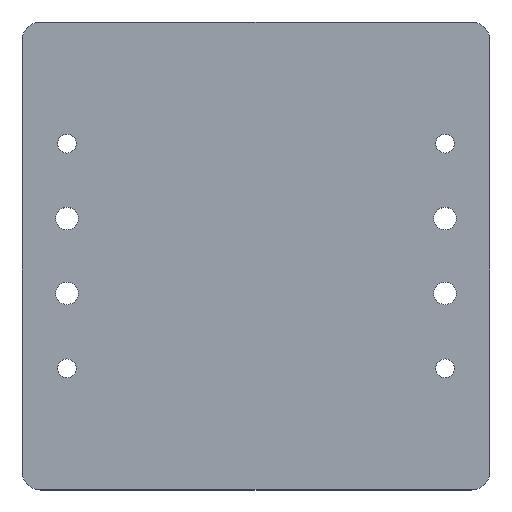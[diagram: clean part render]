
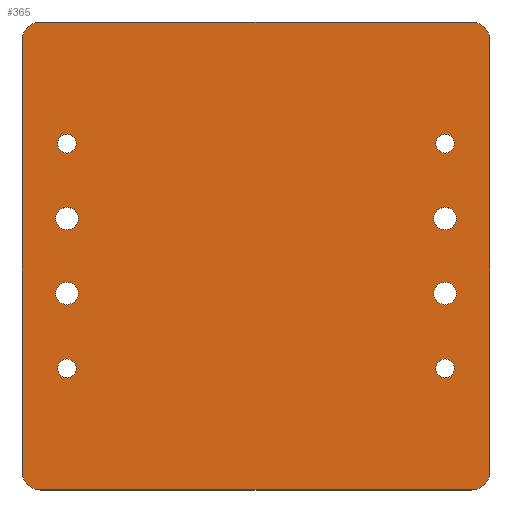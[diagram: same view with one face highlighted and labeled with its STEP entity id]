
A CAD part, top view. The second image highlights one B-rep face of the part: STEP entity #365.
In plain terms, the highlighted planar face has unit normal (0, 0, 1).
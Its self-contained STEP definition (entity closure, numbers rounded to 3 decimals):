
#15=FACE_BOUND('',#72,.T.);
#16=FACE_BOUND('',#73,.T.);
#17=FACE_BOUND('',#74,.T.);
#18=FACE_BOUND('',#75,.T.);
#19=FACE_BOUND('',#76,.T.);
#20=FACE_BOUND('',#77,.T.);
#21=FACE_BOUND('',#78,.T.);
#22=FACE_BOUND('',#79,.T.);
#35=PLANE('',#421);
#53=FACE_OUTER_BOUND('',#71,.T.);
#71=EDGE_LOOP('',(#305,#306,#307,#308,#309,#310,#311,#312));
#72=EDGE_LOOP('',(#313));
#73=EDGE_LOOP('',(#314));
#74=EDGE_LOOP('',(#315));
#75=EDGE_LOOP('',(#316));
#76=EDGE_LOOP('',(#317));
#77=EDGE_LOOP('',(#318));
#78=EDGE_LOOP('',(#319));
#79=EDGE_LOOP('',(#320));
#99=LINE('',#589,#123);
#103=LINE('',#601,#127);
#107=LINE('',#613,#131);
#111=LINE('',#625,#135);
#123=VECTOR('',#485,10.);
#127=VECTOR('',#497,10.);
#131=VECTOR('',#509,10.);
#135=VECTOR('',#521,10.);
#137=CIRCLE('',#382,2.5);
#139=CIRCLE('',#385,3.);
#141=CIRCLE('',#388,3.);
#143=CIRCLE('',#391,3.);
#145=CIRCLE('',#394,3.);
#147=CIRCLE('',#397,2.5);
#149=CIRCLE('',#400,2.5);
#151=CIRCLE('',#403,2.5);
#154=CIRCLE('',#408,5.);
#156=CIRCLE('',#412,5.);
#158=CIRCLE('',#416,5.);
#160=CIRCLE('',#420,5.);
#161=VERTEX_POINT('',#535);
#163=VERTEX_POINT('',#541);
#165=VERTEX_POINT('',#547);
#167=VERTEX_POINT('',#553);
#169=VERTEX_POINT('',#559);
#171=VERTEX_POINT('',#565);
#173=VERTEX_POINT('',#571);
#175=VERTEX_POINT('',#577);
#179=VERTEX_POINT('',#586);
#180=VERTEX_POINT('',#588);
#182=VERTEX_POINT('',#594);
#184=VERTEX_POINT('',#600);
#186=VERTEX_POINT('',#606);
#188=VERTEX_POINT('',#612);
#190=VERTEX_POINT('',#618);
#192=VERTEX_POINT('',#624);
#193=EDGE_CURVE('',#161,#161,#137,.T.);
#196=EDGE_CURVE('',#163,#163,#139,.T.);
#199=EDGE_CURVE('',#165,#165,#141,.T.);
#202=EDGE_CURVE('',#167,#167,#143,.T.);
#205=EDGE_CURVE('',#169,#169,#145,.T.);
#208=EDGE_CURVE('',#171,#171,#147,.T.);
#211=EDGE_CURVE('',#173,#173,#149,.T.);
#214=EDGE_CURVE('',#175,#175,#151,.T.);
#219=EDGE_CURVE('',#180,#179,#99,.T.);
#222=EDGE_CURVE('',#182,#180,#154,.T.);
#225=EDGE_CURVE('',#184,#182,#103,.T.);
#228=EDGE_CURVE('',#186,#184,#156,.T.);
#231=EDGE_CURVE('',#188,#186,#107,.T.);
#234=EDGE_CURVE('',#190,#188,#158,.T.);
#237=EDGE_CURVE('',#192,#190,#111,.T.);
#240=EDGE_CURVE('',#179,#192,#160,.T.);
#305=ORIENTED_EDGE('',*,*,#240,.T.);
#306=ORIENTED_EDGE('',*,*,#237,.T.);
#307=ORIENTED_EDGE('',*,*,#234,.T.);
#308=ORIENTED_EDGE('',*,*,#231,.T.);
#309=ORIENTED_EDGE('',*,*,#228,.T.);
#310=ORIENTED_EDGE('',*,*,#225,.T.);
#311=ORIENTED_EDGE('',*,*,#222,.T.);
#312=ORIENTED_EDGE('',*,*,#219,.T.);
#313=ORIENTED_EDGE('',*,*,#193,.T.);
#314=ORIENTED_EDGE('',*,*,#196,.T.);
#315=ORIENTED_EDGE('',*,*,#199,.T.);
#316=ORIENTED_EDGE('',*,*,#202,.T.);
#317=ORIENTED_EDGE('',*,*,#205,.T.);
#318=ORIENTED_EDGE('',*,*,#214,.T.);
#319=ORIENTED_EDGE('',*,*,#211,.T.);
#320=ORIENTED_EDGE('',*,*,#208,.T.);
#365=ADVANCED_FACE('',(#53,#15,#16,#17,#18,#19,#20,#21,#22),#35,.T.);
#382=AXIS2_PLACEMENT_3D('',#536,#427,#428);
#385=AXIS2_PLACEMENT_3D('',#542,#434,#435);
#388=AXIS2_PLACEMENT_3D('',#548,#441,#442);
#391=AXIS2_PLACEMENT_3D('',#554,#448,#449);
#394=AXIS2_PLACEMENT_3D('',#560,#455,#456);
#397=AXIS2_PLACEMENT_3D('',#566,#462,#463);
#400=AXIS2_PLACEMENT_3D('',#572,#469,#470);
#403=AXIS2_PLACEMENT_3D('',#578,#476,#477);
#408=AXIS2_PLACEMENT_3D('',#595,#491,#492);
#412=AXIS2_PLACEMENT_3D('',#607,#503,#504);
#416=AXIS2_PLACEMENT_3D('',#619,#515,#516);
#420=AXIS2_PLACEMENT_3D('',#629,#527,#528);
#421=AXIS2_PLACEMENT_3D('',#630,#529,#530);
#427=DIRECTION('center_axis',(0.,0.,-1.));
#428=DIRECTION('ref_axis',(-1.,0.,0.));
#434=DIRECTION('center_axis',(0.,0.,-1.));
#435=DIRECTION('ref_axis',(-1.,0.,0.));
#441=DIRECTION('center_axis',(0.,0.,-1.));
#442=DIRECTION('ref_axis',(-1.,0.,0.));
#448=DIRECTION('center_axis',(0.,0.,-1.));
#449=DIRECTION('ref_axis',(-1.,0.,0.));
#455=DIRECTION('center_axis',(0.,0.,-1.));
#456=DIRECTION('ref_axis',(-1.,0.,0.));
#462=DIRECTION('center_axis',(0.,0.,-1.));
#463=DIRECTION('ref_axis',(1.,0.,0.));
#469=DIRECTION('center_axis',(0.,0.,-1.));
#470=DIRECTION('ref_axis',(1.,0.,0.));
#476=DIRECTION('center_axis',(0.,0.,-1.));
#477=DIRECTION('ref_axis',(1.,0.,0.));
#485=DIRECTION('',(1.,0.,0.));
#491=DIRECTION('center_axis',(0.,0.,1.));
#492=DIRECTION('ref_axis',(-1.,0.,0.));
#497=DIRECTION('',(0.,-1.,0.));
#503=DIRECTION('center_axis',(0.,0.,1.));
#504=DIRECTION('ref_axis',(0.,1.,0.));
#509=DIRECTION('',(-1.,0.,0.));
#515=DIRECTION('center_axis',(0.,0.,1.));
#516=DIRECTION('ref_axis',(1.,0.,0.));
#521=DIRECTION('',(0.,1.,0.));
#527=DIRECTION('center_axis',(0.,0.,1.));
#528=DIRECTION('ref_axis',(0.,-1.,0.));
#529=DIRECTION('center_axis',(0.,0.,1.));
#530=DIRECTION('ref_axis',(1.,0.,0.));
#535=CARTESIAN_POINT('',(115.5,92.5,5.));
#536=CARTESIAN_POINT('Origin',(113.,92.5,5.));
#541=CARTESIAN_POINT('',(116.,72.5,5.));
#542=CARTESIAN_POINT('Origin',(113.,72.5,5.));
#547=CARTESIAN_POINT('',(15.,72.5,5.));
#548=CARTESIAN_POINT('Origin',(12.,72.5,5.));
#553=CARTESIAN_POINT('',(116.,52.5,5.));
#554=CARTESIAN_POINT('Origin',(113.,52.5,5.));
#559=CARTESIAN_POINT('',(15.,52.5,5.));
#560=CARTESIAN_POINT('Origin',(12.,52.5,5.));
#565=CARTESIAN_POINT('',(110.5,32.5,5.));
#566=CARTESIAN_POINT('Origin',(113.,32.5,5.));
#571=CARTESIAN_POINT('',(9.5,32.5,5.));
#572=CARTESIAN_POINT('Origin',(12.,32.5,5.));
#577=CARTESIAN_POINT('',(9.5,92.5,5.));
#578=CARTESIAN_POINT('Origin',(12.,92.5,5.));
#586=CARTESIAN_POINT('',(120.,0.,5.));
#588=CARTESIAN_POINT('',(5.,0.,5.));
#589=CARTESIAN_POINT('',(5.,0.,5.));
#594=CARTESIAN_POINT('',(0.,5.,5.));
#595=CARTESIAN_POINT('Origin',(5.,5.,5.));
#600=CARTESIAN_POINT('',(0.,120.,5.));
#601=CARTESIAN_POINT('',(0.,120.,5.));
#606=CARTESIAN_POINT('',(5.,125.,5.));
#607=CARTESIAN_POINT('Origin',(5.,120.,5.));
#612=CARTESIAN_POINT('',(120.,125.,5.));
#613=CARTESIAN_POINT('',(120.,125.,5.));
#618=CARTESIAN_POINT('',(125.,120.,5.));
#619=CARTESIAN_POINT('Origin',(120.,120.,5.));
#624=CARTESIAN_POINT('',(125.,5.,5.));
#625=CARTESIAN_POINT('',(125.,5.,5.));
#629=CARTESIAN_POINT('Origin',(120.,5.,5.));
#630=CARTESIAN_POINT('Origin',(62.5,62.5,5.));
